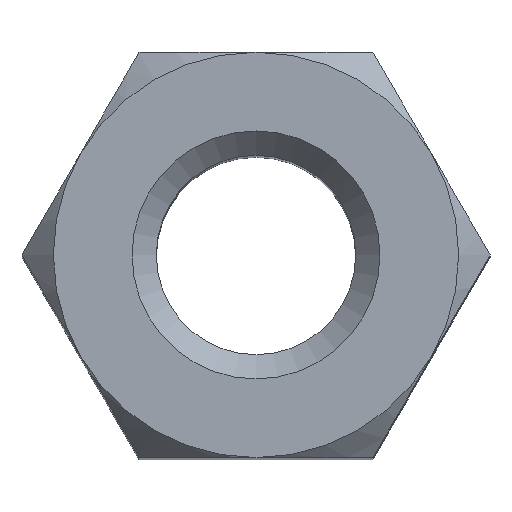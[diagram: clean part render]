
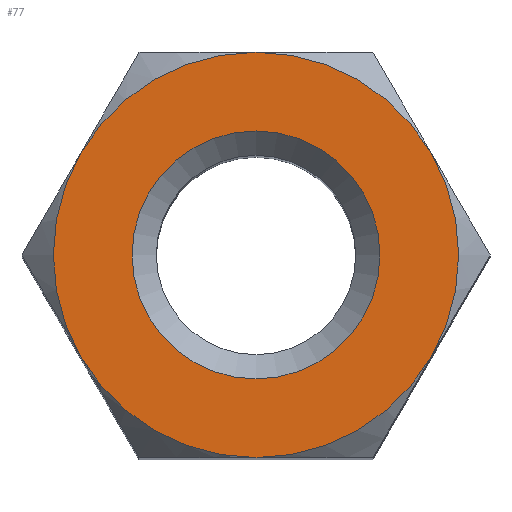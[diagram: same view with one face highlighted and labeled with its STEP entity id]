
A CAD part, top view. The second image highlights one B-rep face of the part: STEP entity #77.
In plain terms, the highlighted planar face has unit normal (0, 0, 1).
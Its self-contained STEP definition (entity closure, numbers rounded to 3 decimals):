
#77 = ADVANCED_FACE( '', ( #158, #159 ), #160, .T. );
#158 = FACE_BOUND( '', #239, .T. );
#159 = FACE_OUTER_BOUND( '', #240, .T. );
#160 = PLANE( '', #241 );
#239 = EDGE_LOOP( '', ( #380 ) );
#240 = EDGE_LOOP( '', ( #381, #382, #383, #384, #385, #386 ) );
#241 = AXIS2_PLACEMENT_3D( '', #387, #388, #389 );
#380 = ORIENTED_EDGE( '', *, *, #494, .T. );
#381 = ORIENTED_EDGE( '', *, *, #504, .F. );
#382 = ORIENTED_EDGE( '', *, *, #492, .F. );
#383 = ORIENTED_EDGE( '', *, *, #496, .F. );
#384 = ORIENTED_EDGE( '', *, *, #505, .T. );
#385 = ORIENTED_EDGE( '', *, *, #467, .F. );
#386 = ORIENTED_EDGE( '', *, *, #502, .F. );
#387 = CARTESIAN_POINT( '', ( 0., 0., 7.5 ) );
#388 = DIRECTION( '', ( 0., 0., 1. ) );
#389 = DIRECTION( '', ( 1., 0., 0. ) );
#467 = EDGE_CURVE( '', #549, #544, #550, .F. );
#492 = EDGE_CURVE( '', #585, #558, #587, .F. );
#494 = EDGE_CURVE( '', #589, #589, #590, .T. );
#496 = EDGE_CURVE( '', #524, #585, #592, .F. );
#502 = EDGE_CURVE( '', #597, #549, #599, .F. );
#504 = EDGE_CURVE( '', #558, #597, #601, .F. );
#505 = EDGE_CURVE( '', #524, #544, #602, .T. );
#524 = VERTEX_POINT( '', #629 );
#544 = VERTEX_POINT( '', #689 );
#549 = VERTEX_POINT( '', #711 );
#550 = CIRCLE( '', #712, 2.5 );
#558 = VERTEX_POINT( '', #733 );
#585 = VERTEX_POINT( '', #798 );
#587 = CIRCLE( '', #805, 2.5 );
#589 = VERTEX_POINT( '', #807 );
#590 = CIRCLE( '', #808, 1.53 );
#592 = CIRCLE( '', #810, 2.5 );
#597 = VERTEX_POINT( '', #822 );
#599 = CIRCLE( '', #831, 2.5 );
#601 = CIRCLE( '', #833, 2.5 );
#602 = CIRCLE( '', #834, 2.5 );
#629 = CARTESIAN_POINT( '', ( 0., 2.5, 7.5 ) );
#689 = CARTESIAN_POINT( '', ( -2.165, 1.25, 7.5 ) );
#711 = CARTESIAN_POINT( '', ( -2.165, -1.25, 7.5 ) );
#712 = AXIS2_PLACEMENT_3D( '', #868, #869, #870 );
#733 = CARTESIAN_POINT( '', ( 2.165, -1.25, 7.5 ) );
#798 = CARTESIAN_POINT( '', ( 2.165, 1.25, 7.5 ) );
#805 = AXIS2_PLACEMENT_3D( '', #889, #890, #891 );
#807 = CARTESIAN_POINT( '', ( 0., 1.53, 7.5 ) );
#808 = AXIS2_PLACEMENT_3D( '', #892, #893, #894 );
#810 = AXIS2_PLACEMENT_3D( '', #895, #896, #897 );
#822 = CARTESIAN_POINT( '', ( 0., -2.5, 7.5 ) );
#831 = AXIS2_PLACEMENT_3D( '', #901, #902, #903 );
#833 = AXIS2_PLACEMENT_3D( '', #904, #905, #906 );
#834 = AXIS2_PLACEMENT_3D( '', #907, #908, #909 );
#868 = CARTESIAN_POINT( '', ( 0., 0., 7.5 ) );
#869 = DIRECTION( '', ( 0., 0., 1. ) );
#870 = DIRECTION( '', ( 1., 0., 0. ) );
#889 = CARTESIAN_POINT( '', ( 0., 0., 7.5 ) );
#890 = DIRECTION( '', ( 0., 0., 1. ) );
#891 = DIRECTION( '', ( 1., 0., 0. ) );
#892 = CARTESIAN_POINT( '', ( 0., 0., 7.5 ) );
#893 = DIRECTION( '', ( 0., 0., -1. ) );
#894 = DIRECTION( '', ( 0., 1., 0. ) );
#895 = CARTESIAN_POINT( '', ( 0., 0., 7.5 ) );
#896 = DIRECTION( '', ( 0., 0., 1. ) );
#897 = DIRECTION( '', ( 1., 0., 0. ) );
#901 = CARTESIAN_POINT( '', ( 0., 0., 7.5 ) );
#902 = DIRECTION( '', ( 0., 0., 1. ) );
#903 = DIRECTION( '', ( 1., 0., 0. ) );
#904 = CARTESIAN_POINT( '', ( 0., 0., 7.5 ) );
#905 = DIRECTION( '', ( 0., 0., 1. ) );
#906 = DIRECTION( '', ( 1., 0., 0. ) );
#907 = CARTESIAN_POINT( '', ( 0., 0., 7.5 ) );
#908 = DIRECTION( '', ( 0., 0., 1. ) );
#909 = DIRECTION( '', ( 1., 0., 0. ) );
